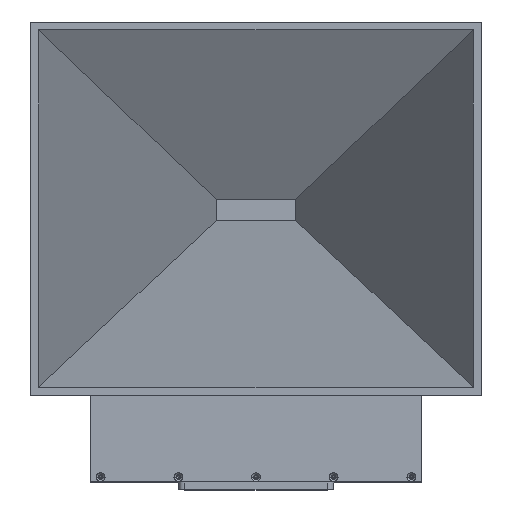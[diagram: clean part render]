
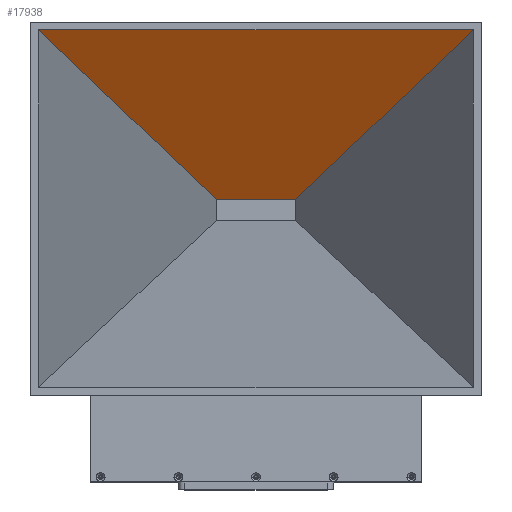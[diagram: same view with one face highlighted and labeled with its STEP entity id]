
A CAD part, top view. The second image highlights one B-rep face of the part: STEP entity #17938.
In plain terms, the highlighted planar face has unit normal (0, -0.977, 0.212).
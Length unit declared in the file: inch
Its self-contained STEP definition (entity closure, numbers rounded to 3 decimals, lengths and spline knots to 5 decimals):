
#2853 = DIRECTION ( 'NONE',  ( 0., -0.977, 0.212 ) ) ;
#3558 = VECTOR ( 'NONE', #9612, 39.37008 ) ;
#4176 = DIRECTION ( 'NONE',  ( -1., 0., 0. ) ) ;
#5215 = VERTEX_POINT ( 'NONE', #15794 ) ;
#5800 = CARTESIAN_POINT ( 'NONE',  ( 3.25827, 2.39665, 11.82677 ) ) ;
#7251 = ORIENTED_EDGE ( 'NONE', *, *, #17535, .F. ) ;
#7562 = LINE ( 'NONE', #15557, #8269 ) ;
#7713 = ORIENTED_EDGE ( 'NONE', *, *, #16688, .F. ) ;
#8269 = VECTOR ( 'NONE', #23363, 39.37008 ) ;
#9318 = FACE_OUTER_BOUND ( 'NONE', #16150, .T. ) ;
#9612 = DIRECTION ( 'NONE',  ( 1., 0., 0. ) ) ;
#10322 = PLANE ( 'NONE',  #12265 ) ;
#10865 = VECTOR ( 'NONE', #11182, 39.37008 ) ;
#10881 = VERTEX_POINT ( 'NONE', #23453 ) ;
#11182 = DIRECTION ( 'NONE',  ( 0.218, 0.206, 0.954 ) ) ;
#11225 = CARTESIAN_POINT ( 'NONE',  ( 1.00472, 0.26575, 1.98425 ) ) ;
#11488 = LINE ( 'NONE', #13475, #3558 ) ;
#11525 = VERTEX_POINT ( 'NONE', #13735 ) ;
#12265 = AXIS2_PLACEMENT_3D ( 'NONE', #17999, #2853, #24099 ) ;
#13475 = CARTESIAN_POINT ( 'NONE',  ( 0., 4.52756, 21.66929 ) ) ;
#13735 = CARTESIAN_POINT ( 'NONE',  ( 5.51181, 4.52756, 21.66929 ) ) ;
#13949 = VECTOR ( 'NONE', #4176, 39.37008 ) ;
#14914 = ORIENTED_EDGE ( 'NONE', *, *, #18391, .T. ) ;
#15557 = CARTESIAN_POINT ( 'NONE',  ( -3.25827, 2.39665, 11.82677 ) ) ;
#15794 = CARTESIAN_POINT ( 'NONE',  ( -1.00472, 0.26575, 1.98425 ) ) ;
#16150 = EDGE_LOOP ( 'NONE', ( #7713, #14914, #22443, #7251 ) ) ;
#16688 = EDGE_CURVE ( 'NONE', #20171, #5215, #21780, .T. ) ;
#17535 = EDGE_CURVE ( 'NONE', #5215, #10881, #7562, .T. ) ;
#17938 = ADVANCED_FACE ( 'NONE', ( #9318 ), #10322, .T. ) ;
#17999 = CARTESIAN_POINT ( 'NONE',  ( 0., 2.39665, 11.82677 ) ) ;
#18391 = EDGE_CURVE ( 'NONE', #20171, #11525, #18636, .T. ) ;
#18636 = LINE ( 'NONE', #5800, #10865 ) ;
#19375 = CARTESIAN_POINT ( 'NONE',  ( 0., 0.26575, 1.98425 ) ) ;
#20171 = VERTEX_POINT ( 'NONE', #11225 ) ;
#21780 = LINE ( 'NONE', #19375, #13949 ) ;
#22443 = ORIENTED_EDGE ( 'NONE', *, *, #22913, .F. ) ;
#22913 = EDGE_CURVE ( 'NONE', #10881, #11525, #11488, .T. ) ;
#23363 = DIRECTION ( 'NONE',  ( -0.218, 0.206, 0.954 ) ) ;
#23453 = CARTESIAN_POINT ( 'NONE',  ( -5.51181, 4.52756, 21.66929 ) ) ;
#24099 = DIRECTION ( 'NONE',  ( -1., 0., 0. ) ) ;
